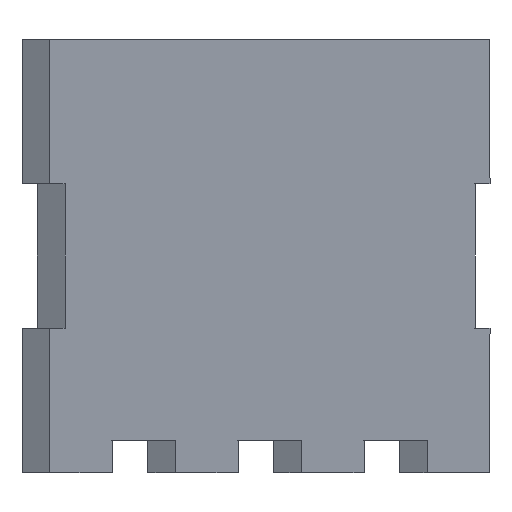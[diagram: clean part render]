
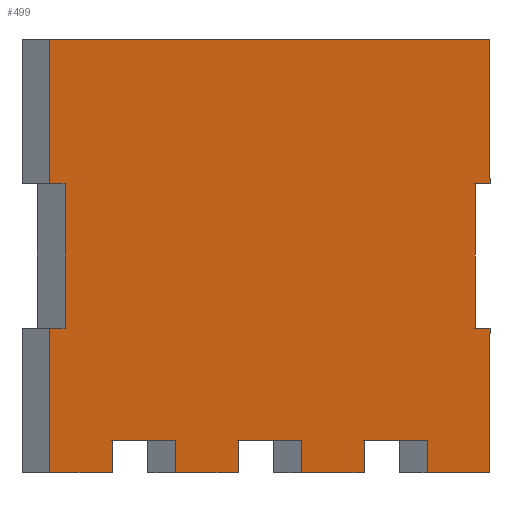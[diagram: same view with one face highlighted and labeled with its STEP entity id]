
A CAD part, left-side view. The second image highlights one B-rep face of the part: STEP entity #499.
In plain terms, the highlighted planar face has unit normal (-0.53, -0.848, 0).
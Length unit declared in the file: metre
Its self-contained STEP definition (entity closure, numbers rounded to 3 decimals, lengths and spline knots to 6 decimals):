
#16=ORIENTED_EDGE('',*,*,#160,.F.);
#17=ORIENTED_EDGE('',*,*,#159,.T.);
#18=ORIENTED_EDGE('',*,*,#161,.T.);
#19=ORIENTED_EDGE('',*,*,#162,.T.);
#20=ORIENTED_EDGE('',*,*,#163,.F.);
#21=ORIENTED_EDGE('',*,*,#164,.F.);
#22=ORIENTED_EDGE('',*,*,#165,.T.);
#23=ORIENTED_EDGE('',*,*,#166,.T.);
#24=ORIENTED_EDGE('',*,*,#167,.F.);
#25=ORIENTED_EDGE('',*,*,#168,.F.);
#26=ORIENTED_EDGE('',*,*,#169,.T.);
#27=ORIENTED_EDGE('',*,*,#170,.T.);
#28=ORIENTED_EDGE('',*,*,#171,.F.);
#29=ORIENTED_EDGE('',*,*,#172,.F.);
#30=ORIENTED_EDGE('',*,*,#173,.T.);
#31=ORIENTED_EDGE('',*,*,#174,.F.);
#32=ORIENTED_EDGE('',*,*,#175,.T.);
#33=ORIENTED_EDGE('',*,*,#176,.F.);
#34=ORIENTED_EDGE('',*,*,#177,.F.);
#35=ORIENTED_EDGE('',*,*,#178,.F.);
#36=ORIENTED_EDGE('',*,*,#179,.T.);
#37=ORIENTED_EDGE('',*,*,#180,.T.);
#38=ORIENTED_EDGE('',*,*,#181,.T.);
#39=ORIENTED_EDGE('',*,*,#182,.F.);
#159=EDGE_CURVE('',#229,#231,#279,.T.);
#160=EDGE_CURVE('',#229,#232,#280,.T.);
#161=EDGE_CURVE('',#231,#233,#281,.T.);
#162=EDGE_CURVE('',#233,#234,#282,.T.);
#163=EDGE_CURVE('',#235,#234,#283,.T.);
#164=EDGE_CURVE('',#236,#235,#284,.T.);
#165=EDGE_CURVE('',#236,#237,#285,.T.);
#166=EDGE_CURVE('',#237,#238,#286,.T.);
#167=EDGE_CURVE('',#239,#238,#287,.T.);
#168=EDGE_CURVE('',#240,#239,#288,.T.);
#169=EDGE_CURVE('',#240,#241,#289,.T.);
#170=EDGE_CURVE('',#241,#242,#290,.T.);
#171=EDGE_CURVE('',#243,#242,#291,.T.);
#172=EDGE_CURVE('',#244,#243,#292,.T.);
#173=EDGE_CURVE('',#244,#245,#293,.T.);
#174=EDGE_CURVE('',#246,#245,#294,.T.);
#175=EDGE_CURVE('',#246,#247,#295,.T.);
#176=EDGE_CURVE('',#248,#247,#296,.T.);
#177=EDGE_CURVE('',#249,#248,#297,.T.);
#178=EDGE_CURVE('',#250,#249,#298,.T.);
#179=EDGE_CURVE('',#250,#251,#299,.T.);
#180=EDGE_CURVE('',#251,#252,#300,.T.);
#181=EDGE_CURVE('',#252,#253,#301,.T.);
#182=EDGE_CURVE('',#232,#253,#302,.T.);
#229=VERTEX_POINT('',#693);
#231=VERTEX_POINT('',#697);
#232=VERTEX_POINT('',#701);
#233=VERTEX_POINT('',#703);
#234=VERTEX_POINT('',#705);
#235=VERTEX_POINT('',#707);
#236=VERTEX_POINT('',#709);
#237=VERTEX_POINT('',#711);
#238=VERTEX_POINT('',#713);
#239=VERTEX_POINT('',#715);
#240=VERTEX_POINT('',#717);
#241=VERTEX_POINT('',#719);
#242=VERTEX_POINT('',#721);
#243=VERTEX_POINT('',#723);
#244=VERTEX_POINT('',#725);
#245=VERTEX_POINT('',#727);
#246=VERTEX_POINT('',#729);
#247=VERTEX_POINT('',#731);
#248=VERTEX_POINT('',#733);
#249=VERTEX_POINT('',#735);
#250=VERTEX_POINT('',#737);
#251=VERTEX_POINT('',#739);
#252=VERTEX_POINT('',#741);
#253=VERTEX_POINT('',#743);
#279=LINE('',#698,#351);
#280=LINE('',#700,#352);
#281=LINE('',#702,#353);
#282=LINE('',#704,#354);
#283=LINE('',#706,#355);
#284=LINE('',#708,#356);
#285=LINE('',#710,#357);
#286=LINE('',#712,#358);
#287=LINE('',#714,#359);
#288=LINE('',#716,#360);
#289=LINE('',#718,#361);
#290=LINE('',#720,#362);
#291=LINE('',#722,#363);
#292=LINE('',#724,#364);
#293=LINE('',#726,#365);
#294=LINE('',#728,#366);
#295=LINE('',#730,#367);
#296=LINE('',#732,#368);
#297=LINE('',#734,#369);
#298=LINE('',#736,#370);
#299=LINE('',#738,#371);
#300=LINE('',#740,#372);
#301=LINE('',#742,#373);
#302=LINE('',#744,#374);
#351=VECTOR('',#570,1.);
#352=VECTOR('',#573,1.);
#353=VECTOR('',#574,1.);
#354=VECTOR('',#575,1.);
#355=VECTOR('',#576,1.);
#356=VECTOR('',#577,1.);
#357=VECTOR('',#578,1.);
#358=VECTOR('',#579,1.);
#359=VECTOR('',#580,1.);
#360=VECTOR('',#581,1.);
#361=VECTOR('',#582,1.);
#362=VECTOR('',#583,1.);
#363=VECTOR('',#584,1.);
#364=VECTOR('',#585,1.);
#365=VECTOR('',#586,1.);
#366=VECTOR('',#587,1.);
#367=VECTOR('',#588,1.);
#368=VECTOR('',#589,1.);
#369=VECTOR('',#590,1.);
#370=VECTOR('',#591,1.);
#371=VECTOR('',#592,1.);
#372=VECTOR('',#593,1.);
#373=VECTOR('',#594,1.);
#374=VECTOR('',#595,1.);
#421=EDGE_LOOP('',(#16,#17,#18,#19,#20,#21,#22,#23,#24,#25,#26,#27,#28,
#29,#30,#31,#32,#33,#34,#35,#36,#37,#38,#39));
#447=FACE_BOUND('',#421,.T.);
#473=PLANE('',#538);
#499=ADVANCED_FACE('',(#447),#473,.F.);
#538=AXIS2_PLACEMENT_3D('',#699,#571,#572);
#570=DIRECTION('',(0.,0.,-1.));
#571=DIRECTION('',(0.53,0.848,0.));
#572=DIRECTION('',(-0.848,0.53,0.));
#573=DIRECTION('',(0.848,-0.53,0.));
#574=DIRECTION('',(0.848,-0.53,0.));
#575=DIRECTION('',(0.,0.,1.));
#576=DIRECTION('',(-0.848,0.53,0.));
#577=DIRECTION('',(0.,0.,1.));
#578=DIRECTION('',(0.848,-0.53,0.));
#579=DIRECTION('',(0.,0.,1.));
#580=DIRECTION('',(-0.848,0.53,0.));
#581=DIRECTION('',(0.,0.,1.));
#582=DIRECTION('',(0.848,-0.53,0.));
#583=DIRECTION('',(0.,0.,1.));
#584=DIRECTION('',(-0.848,0.53,0.));
#585=DIRECTION('',(0.,0.,1.));
#586=DIRECTION('',(0.848,-0.53,0.));
#587=DIRECTION('',(0.,0.,-1.));
#588=DIRECTION('',(-0.848,0.53,0.));
#589=DIRECTION('',(0.,0.,-1.));
#590=DIRECTION('',(-0.848,0.53,0.));
#591=DIRECTION('',(0.,0.,-1.));
#592=DIRECTION('',(-0.848,0.53,0.));
#593=DIRECTION('',(0.,0.,-1.));
#594=DIRECTION('',(0.848,-0.53,0.));
#595=DIRECTION('',(0.,0.,1.));
#693=CARTESIAN_POINT('',(-0.002386,0.122166,0.02));
#697=CARTESIAN_POINT('',(-0.002386,0.122166,0.));
#698=CARTESIAN_POINT('',(-0.002386,0.122166,0.0045));
#699=CARTESIAN_POINT('',(0.046364,0.091676,0.03));
#700=CARTESIAN_POINT('',(-0.000671,0.121094,0.02));
#701=CARTESIAN_POINT('',(0.001044,0.120021,0.02));
#702=CARTESIAN_POINT('',(0.046364,0.091676,0.));
#703=CARTESIAN_POINT('',(0.011542,0.113455,0.));
#704=CARTESIAN_POINT('',(0.011542,0.113455,0.00225));
#705=CARTESIAN_POINT('',(0.011542,0.113455,0.0045));
#706=CARTESIAN_POINT('',(0.018507,0.109099,0.0045));
#707=CARTESIAN_POINT('',(0.025471,0.104743,0.0045));
#708=CARTESIAN_POINT('',(0.025471,0.104743,0.00225));
#709=CARTESIAN_POINT('',(0.025471,0.104743,0.));
#710=CARTESIAN_POINT('',(0.046364,0.091676,0.));
#711=CARTESIAN_POINT('',(0.039399,0.096031,0.));
#712=CARTESIAN_POINT('',(0.039399,0.096031,0.00225));
#713=CARTESIAN_POINT('',(0.039399,0.096031,0.0045));
#714=CARTESIAN_POINT('',(0.046364,0.091676,0.0045));
#715=CARTESIAN_POINT('',(0.053328,0.08732,0.0045));
#716=CARTESIAN_POINT('',(0.053328,0.08732,0.00225));
#717=CARTESIAN_POINT('',(0.053328,0.08732,0.));
#718=CARTESIAN_POINT('',(0.046364,0.091676,0.));
#719=CARTESIAN_POINT('',(0.067257,0.078608,0.));
#720=CARTESIAN_POINT('',(0.067257,0.078608,0.00225));
#721=CARTESIAN_POINT('',(0.067257,0.078608,0.0045));
#722=CARTESIAN_POINT('',(0.074221,0.074252,0.0045));
#723=CARTESIAN_POINT('',(0.081185,0.069896,0.0045));
#724=CARTESIAN_POINT('',(0.081185,0.069896,0.00225));
#725=CARTESIAN_POINT('',(0.081185,0.069896,0.));
#726=CARTESIAN_POINT('',(0.046364,0.091676,0.));
#727=CARTESIAN_POINT('',(0.095114,0.061185,0.));
#728=CARTESIAN_POINT('',(0.095114,0.061185,0.0045));
#729=CARTESIAN_POINT('',(0.095114,0.061185,0.02));
#730=CARTESIAN_POINT('',(0.093496,0.062196,0.02));
#731=CARTESIAN_POINT('',(0.091879,0.063208,0.02));
#732=CARTESIAN_POINT('',(0.091879,0.063208,0.03));
#733=CARTESIAN_POINT('',(0.091879,0.063208,0.04));
#734=CARTESIAN_POINT('',(0.093496,0.062196,0.04));
#735=CARTESIAN_POINT('',(0.095114,0.061185,0.04));
#736=CARTESIAN_POINT('',(0.095114,0.061185,0.0045));
#737=CARTESIAN_POINT('',(0.095114,0.061185,0.06));
#738=CARTESIAN_POINT('',(0.046364,0.091676,0.06));
#739=CARTESIAN_POINT('',(-0.002386,0.122166,0.06));
#740=CARTESIAN_POINT('',(-0.002386,0.122166,0.0045));
#741=CARTESIAN_POINT('',(-0.002386,0.122166,0.04));
#742=CARTESIAN_POINT('',(-0.000671,0.121094,0.04));
#743=CARTESIAN_POINT('',(0.001044,0.120021,0.04));
#744=CARTESIAN_POINT('',(0.001044,0.120021,0.03));
